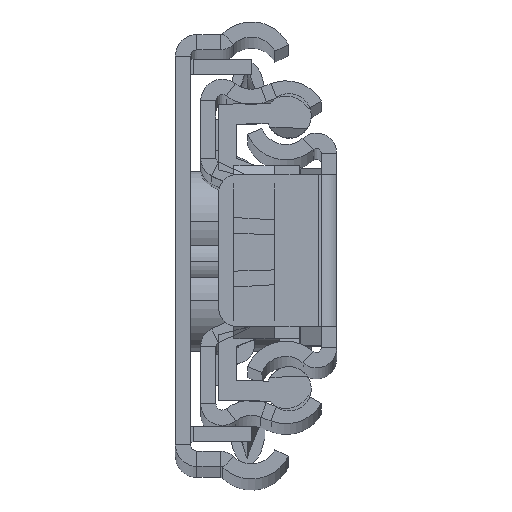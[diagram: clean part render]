
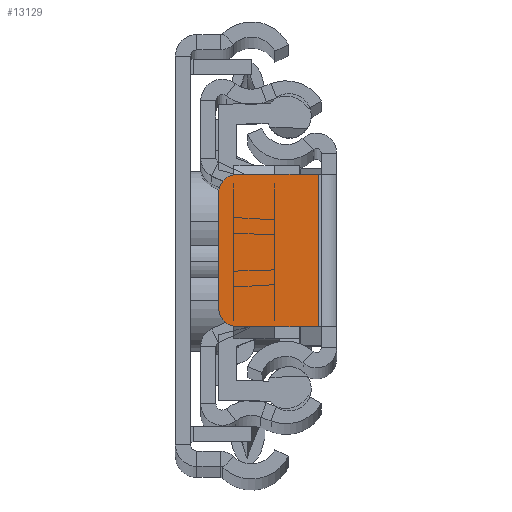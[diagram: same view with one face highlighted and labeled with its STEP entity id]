
A CAD part, top view. The second image highlights one B-rep face of the part: STEP entity #13129.
In plain terms, the highlighted planar face has unit normal (0, 0, 1).
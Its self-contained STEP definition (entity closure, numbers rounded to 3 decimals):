
#133 = CARTESIAN_POINT ( 'NONE',  ( -7.8, 6., 0. ) ) ;
#336 = ORIENTED_EDGE ( 'NONE', *, *, #15165, .T. ) ;
#1862 = CARTESIAN_POINT ( 'NONE',  ( -9.3, 0., 0. ) ) ;
#2152 = CARTESIAN_POINT ( 'NONE',  ( -7.8, -6., 0. ) ) ;
#2354 = EDGE_CURVE ( 'NONE', #5265, #12106, #8795, .T. ) ;
#2898 = AXIS2_PLACEMENT_3D ( 'NONE', #21708, #8313, #6419 ) ;
#2905 = VERTEX_POINT ( 'NONE', #2152 ) ;
#3882 = LINE ( 'NONE', #10735, #4371 ) ;
#3970 = EDGE_CURVE ( 'NONE', #12106, #2905, #21746, .T. ) ;
#4156 = VECTOR ( 'NONE', #5307, 1000. ) ;
#4254 = AXIS2_PLACEMENT_3D ( 'NONE', #10012, #16814, #6327 ) ;
#4371 = VECTOR ( 'NONE', #11970, 1000. ) ;
#4552 = CARTESIAN_POINT ( 'NONE',  ( -7.8, 4.5, 0. ) ) ;
#4674 = CARTESIAN_POINT ( 'NONE',  ( -1.45, -6., 0. ) ) ;
#5007 = DIRECTION ( 'NONE',  ( -1., 0., 0. ) ) ;
#5265 = VERTEX_POINT ( 'NONE', #10239 ) ;
#5307 = DIRECTION ( 'NONE',  ( 0., -1., 0. ) ) ;
#6327 = DIRECTION ( 'NONE',  ( -1., 0., 0. ) ) ;
#6348 = EDGE_CURVE ( 'NONE', #7251, #5265, #19197, .T. ) ;
#6419 = DIRECTION ( 'NONE',  ( -1., 0., 0. ) ) ;
#6787 = ORIENTED_EDGE ( 'NONE', *, *, #2354, .T. ) ;
#7251 = VERTEX_POINT ( 'NONE', #133 ) ;
#8313 = DIRECTION ( 'NONE',  ( 0., 0., -1. ) ) ;
#8795 = LINE ( 'NONE', #1862, #4156 ) ;
#9559 = VERTEX_POINT ( 'NONE', #13712 ) ;
#9576 = EDGE_LOOP ( 'NONE', ( #6787, #16656, #12283, #16045, #336, #20221 ) ) ;
#9715 = DIRECTION ( 'NONE',  ( -1., 0., 0. ) ) ;
#10012 = CARTESIAN_POINT ( 'NONE',  ( -7.8, -4.5, 0. ) ) ;
#10060 = LINE ( 'NONE', #20427, #17548 ) ;
#10239 = CARTESIAN_POINT ( 'NONE',  ( -9.3, 4.5, 0. ) ) ;
#10735 = CARTESIAN_POINT ( 'NONE',  ( 0., -6., 0. ) ) ;
#11970 = DIRECTION ( 'NONE',  ( 1., 0., 0. ) ) ;
#12072 = AXIS2_PLACEMENT_3D ( 'NONE', #4552, #21541, #9715 ) ;
#12106 = VERTEX_POINT ( 'NONE', #20082 ) ;
#12283 = ORIENTED_EDGE ( 'NONE', *, *, #19440, .T. ) ;
#13129 = ADVANCED_FACE ( 'NONE', ( #18137 ), #18488, .F. ) ;
#13712 = CARTESIAN_POINT ( 'NONE',  ( -1.45, 6., 0. ) ) ;
#14545 = CARTESIAN_POINT ( 'NONE',  ( -1.45, -6., 0. ) ) ;
#15165 = EDGE_CURVE ( 'NONE', #9559, #7251, #10060, .T. ) ;
#15690 = EDGE_CURVE ( 'NONE', #9559, #16932, #19362, .T. ) ;
#16045 = ORIENTED_EDGE ( 'NONE', *, *, #15690, .F. ) ;
#16466 = VECTOR ( 'NONE', #17791, 1000. ) ;
#16656 = ORIENTED_EDGE ( 'NONE', *, *, #3970, .T. ) ;
#16814 = DIRECTION ( 'NONE',  ( 0., 0., 1. ) ) ;
#16932 = VERTEX_POINT ( 'NONE', #4674 ) ;
#17548 = VECTOR ( 'NONE', #5007, 1000. ) ;
#17791 = DIRECTION ( 'NONE',  ( 0., -1., 0. ) ) ;
#18137 = FACE_OUTER_BOUND ( 'NONE', #9576, .T. ) ;
#18488 = PLANE ( 'NONE',  #2898 ) ;
#19197 = CIRCLE ( 'NONE', #12072, 1.5 ) ;
#19362 = LINE ( 'NONE', #14545, #16466 ) ;
#19440 = EDGE_CURVE ( 'NONE', #2905, #16932, #3882, .T. ) ;
#20082 = CARTESIAN_POINT ( 'NONE',  ( -9.3, -4.5, 0. ) ) ;
#20221 = ORIENTED_EDGE ( 'NONE', *, *, #6348, .T. ) ;
#20427 = CARTESIAN_POINT ( 'NONE',  ( 0., 6., 0. ) ) ;
#21541 = DIRECTION ( 'NONE',  ( 0., 0., 1. ) ) ;
#21708 = CARTESIAN_POINT ( 'NONE',  ( 0., 0., 0. ) ) ;
#21746 = CIRCLE ( 'NONE', #4254, 1.5 ) ;
